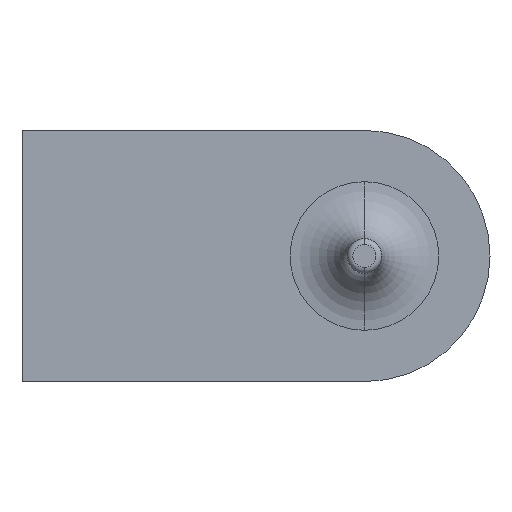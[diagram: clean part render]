
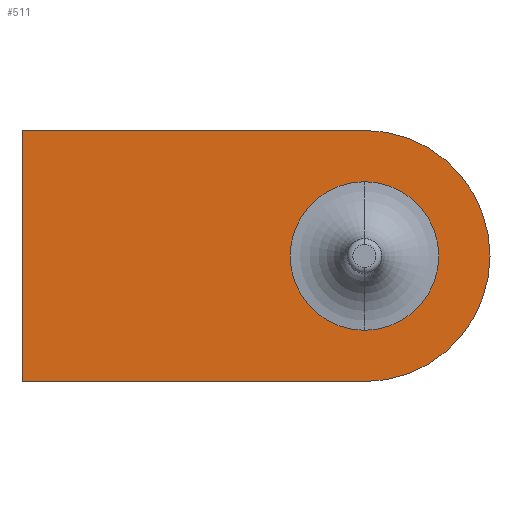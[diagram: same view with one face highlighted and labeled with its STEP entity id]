
A CAD part, front view. The second image highlights one B-rep face of the part: STEP entity #511.
In plain terms, the highlighted planar face has unit normal (0, -1, 0).
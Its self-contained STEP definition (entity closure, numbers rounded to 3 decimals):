
#38 = VERTEX_POINT ( 'NONE', #632 ) ;
#57 = DIRECTION ( 'NONE',  ( 1., 0., 0. ) ) ;
#89 = DIRECTION ( 'NONE',  ( 0., 0., 1. ) ) ;
#107 = CIRCLE ( 'NONE', #175, 22. ) ;
#170 = DIRECTION ( 'NONE',  ( 0., 0., 1. ) ) ;
#175 = AXIS2_PLACEMENT_3D ( 'NONE', #536, #1293, #89 ) ;
#192 = DIRECTION ( 'NONE',  ( 0., 1., 0. ) ) ;
#220 = EDGE_CURVE ( 'NONE', #38, #785, #1145, .T. ) ;
#230 = VECTOR ( 'NONE', #471, 1000. ) ;
#258 = DIRECTION ( 'NONE',  ( -1., 0., 0. ) ) ;
#281 = AXIS2_PLACEMENT_3D ( 'NONE', #655, #757, #314 ) ;
#298 = FACE_OUTER_BOUND ( 'NONE', #829, .T. ) ;
#307 = CARTESIAN_POINT ( 'NONE',  ( 0., 0., -22. ) ) ;
#314 = DIRECTION ( 'NONE',  ( 0., 0., 1. ) ) ;
#366 = CARTESIAN_POINT ( 'NONE',  ( -60., 0., -22. ) ) ;
#374 = LINE ( 'NONE', #710, #586 ) ;
#414 = CARTESIAN_POINT ( 'NONE',  ( 0., 0., 0. ) ) ;
#425 = DIRECTION ( 'NONE',  ( 0., 1., 0. ) ) ;
#442 = ORIENTED_EDGE ( 'NONE', *, *, #736, .F. ) ;
#471 = DIRECTION ( 'NONE',  ( 0., 0., 1. ) ) ;
#472 = VECTOR ( 'NONE', #57, 1000. ) ;
#502 = CARTESIAN_POINT ( 'NONE',  ( -60., 0., -22. ) ) ;
#511 = ADVANCED_FACE ( 'NONE', ( #612, #298 ), #1256, .F. ) ;
#532 = AXIS2_PLACEMENT_3D ( 'NONE', #643, #425, #1287 ) ;
#536 = CARTESIAN_POINT ( 'NONE',  ( 0., 0., 0. ) ) ;
#548 = EDGE_LOOP ( 'NONE', ( #1286, #1274 ) ) ;
#567 = AXIS2_PLACEMENT_3D ( 'NONE', #414, #192, #170 ) ;
#586 = VECTOR ( 'NONE', #258, 1000. ) ;
#588 = LINE ( 'NONE', #366, #230 ) ;
#596 = CARTESIAN_POINT ( 'NONE',  ( 0., 0., -13.025 ) ) ;
#612 = FACE_BOUND ( 'NONE', #548, .T. ) ;
#632 = CARTESIAN_POINT ( 'NONE',  ( 0., 0., 13.025 ) ) ;
#635 = VERTEX_POINT ( 'NONE', #777 ) ;
#643 = CARTESIAN_POINT ( 'NONE',  ( 0., 0., 0. ) ) ;
#655 = CARTESIAN_POINT ( 'NONE',  ( 0., 0., 0. ) ) ;
#710 = CARTESIAN_POINT ( 'NONE',  ( 0., 0., -22. ) ) ;
#736 = EDGE_CURVE ( 'NONE', #635, #1204, #1227, .T. ) ;
#757 = DIRECTION ( 'NONE',  ( 0., 1., 0. ) ) ;
#777 = CARTESIAN_POINT ( 'NONE',  ( -60., 0., 22. ) ) ;
#785 = VERTEX_POINT ( 'NONE', #596 ) ;
#796 = VERTEX_POINT ( 'NONE', #502 ) ;
#806 = EDGE_CURVE ( 'NONE', #1329, #796, #374, .T. ) ;
#829 = EDGE_LOOP ( 'NONE', ( #933, #442, #846, #1182 ) ) ;
#846 = ORIENTED_EDGE ( 'NONE', *, *, #1184, .F. ) ;
#918 = EDGE_CURVE ( 'NONE', #1204, #1329, #107, .T. ) ;
#933 = ORIENTED_EDGE ( 'NONE', *, *, #918, .F. ) ;
#965 = CIRCLE ( 'NONE', #532, 13.025 ) ;
#990 = EDGE_CURVE ( 'NONE', #785, #38, #965, .T. ) ;
#1145 = CIRCLE ( 'NONE', #281, 13.025 ) ;
#1146 = CARTESIAN_POINT ( 'NONE',  ( 0., 0., 22. ) ) ;
#1182 = ORIENTED_EDGE ( 'NONE', *, *, #806, .F. ) ;
#1184 = EDGE_CURVE ( 'NONE', #796, #635, #588, .T. ) ;
#1204 = VERTEX_POINT ( 'NONE', #1225 ) ;
#1225 = CARTESIAN_POINT ( 'NONE',  ( 0., 0., 22. ) ) ;
#1227 = LINE ( 'NONE', #1146, #472 ) ;
#1256 = PLANE ( 'NONE',  #567 ) ;
#1274 = ORIENTED_EDGE ( 'NONE', *, *, #990, .T. ) ;
#1286 = ORIENTED_EDGE ( 'NONE', *, *, #220, .T. ) ;
#1287 = DIRECTION ( 'NONE',  ( 0., 0., 1. ) ) ;
#1293 = DIRECTION ( 'NONE',  ( 0., 1., 0. ) ) ;
#1329 = VERTEX_POINT ( 'NONE', #307 ) ;
